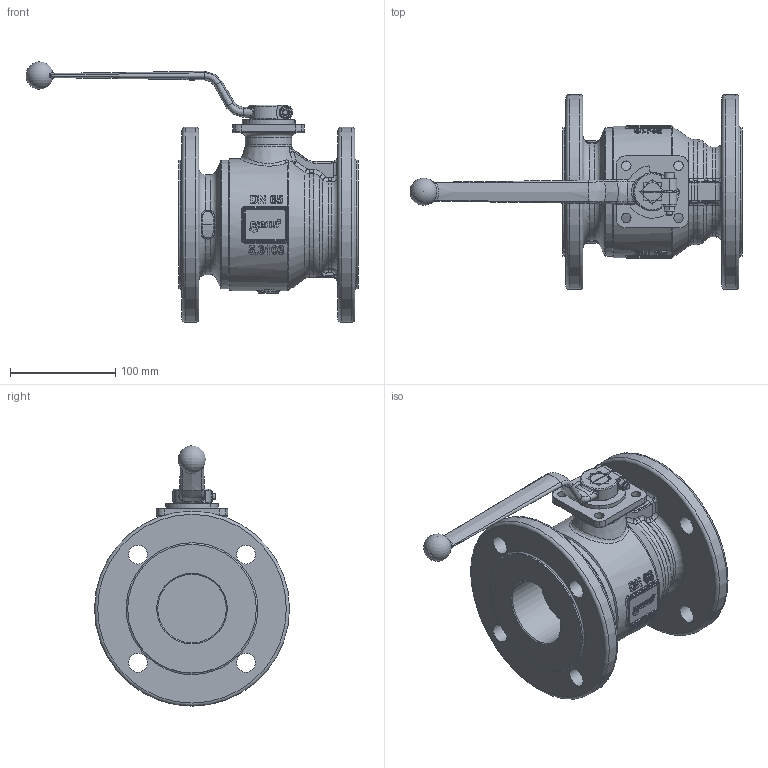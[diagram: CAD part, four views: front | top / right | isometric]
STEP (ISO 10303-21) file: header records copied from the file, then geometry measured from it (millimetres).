
FILE_DESCRIPTION(('HOOPS Exchange Step'),'2;1');
FILE_NAME('FK0100_DN65_PN16.stp','2025-07-17T15:28:31+02:00',('nieru'),('Unknown organisation'),'HOOPS Exchange 2024.2','HOOPS Exchange','Unknown authorisation');
FILE_SCHEMA( ('AP203_CONFIGURATION_CONTROLLED_3D_DESIGN_OF_MECHANICAL_PARTS_AND_ASSEMBLIES_MIM_LF') );
Length unit declared in the file: millimetre
Products named in the file (2): 0; root
Assembly tree (1 placements, depth 2):
  root
    0
Bounding box: 315 x 185 x 247 mm (x, y, z)
Volume: 2096831.5 mm3; surface area: 225685.2 mm2
Topology: 1 solids, 6 shells, 994 faces, 2750 edges, 1795 vertices
Faces by surface type: bspline 329, plane 304, cylinder 225, torus 73, cone 55, sphere 8
Full cylindrical faces by diameter (mm): 6 x2, 6.5 x2, 9 x4, 10 x1, 18 x8, 23.95 x1, 44 x1, 65 x2, 122 x3, 125 x1, 185 x2
Entity records: 47755 total; most frequent: CARTESIAN_POINT 25070, ORIENTED_EDGE 5480, DIRECTION 3600, EDGE_CURVE 2740, VERTEX_POINT 1795, AXIS2_PLACEMENT_3D 1324, EDGE_LOOP 1081, FACE_BOUND 1081
